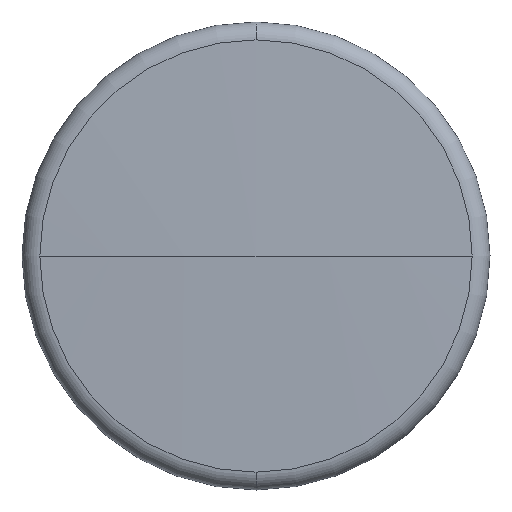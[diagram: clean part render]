
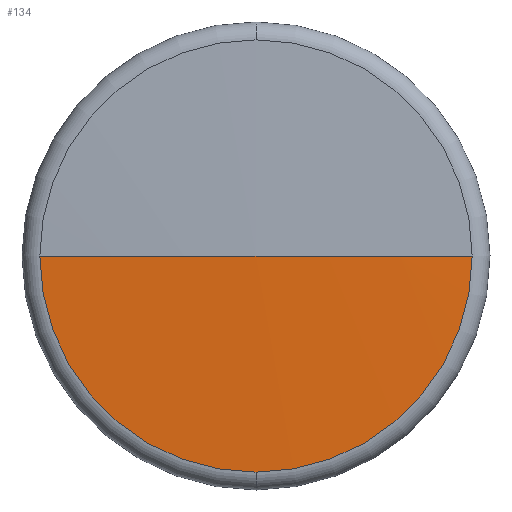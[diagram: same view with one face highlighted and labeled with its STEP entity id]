
A CAD part, front view. The second image highlights one B-rep face of the part: STEP entity #134.
In plain terms, the highlighted spherical face has radius 492.557 mm.
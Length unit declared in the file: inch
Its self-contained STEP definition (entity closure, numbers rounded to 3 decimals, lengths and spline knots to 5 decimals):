
#27 = VERTEX_POINT ( 'NONE', #351 ) ;
#38 = DIRECTION ( 'NONE',  ( 0., 0., -1. ) ) ;
#41 = CARTESIAN_POINT ( 'NONE',  ( 0., 19.39201, 0. ) ) ;
#49 = CIRCLE ( 'NONE', #409, 0.81344 ) ;
#60 = ORIENTED_EDGE ( 'NONE', *, *, #192, .F. ) ;
#64 = AXIS2_PLACEMENT_3D ( 'NONE', #367, #180, #396 ) ;
#65 = VERTEX_POINT ( 'NONE', #392 ) ;
#80 = DIRECTION ( 'NONE',  ( 1., 0., 0. ) ) ;
#82 = DIRECTION ( 'NONE',  ( 0., 0., -1. ) ) ;
#83 = CARTESIAN_POINT ( 'NONE',  ( 0., 0.01707, 0. ) ) ;
#84 = CIRCLE ( 'NONE', #64, 0.81344 ) ;
#101 = EDGE_CURVE ( 'NONE', #65, #27, #84, .T. ) ;
#109 = CARTESIAN_POINT ( 'NONE',  ( 0., 19.39201, 0. ) ) ;
#112 = DIRECTION ( 'NONE',  ( 1., 0., 0. ) ) ;
#118 = DIRECTION ( 'NONE',  ( 0., 0., 1. ) ) ;
#134 = ADVANCED_FACE ( 'NONE', ( #289 ), #330, .T. ) ;
#149 = VERTEX_POINT ( 'NONE', #368 ) ;
#150 = ORIENTED_EDGE ( 'NONE', *, *, #235, .F. ) ;
#180 = DIRECTION ( 'NONE',  ( 0., 1., 0. ) ) ;
#191 = EDGE_LOOP ( 'NONE', ( #60, #227, #150, #265 ) ) ;
#192 = EDGE_CURVE ( 'NONE', #149, #65, #324, .T. ) ;
#212 = EDGE_CURVE ( 'NONE', #149, #358, #242, .T. ) ;
#227 = ORIENTED_EDGE ( 'NONE', *, *, #212, .T. ) ;
#235 = EDGE_CURVE ( 'NONE', #27, #358, #49, .T. ) ;
#242 = CIRCLE ( 'NONE', #328, 19.39201 ) ;
#247 = AXIS2_PLACEMENT_3D ( 'NONE', #109, #38, #112 ) ;
#265 = ORIENTED_EDGE ( 'NONE', *, *, #101, .F. ) ;
#279 = DIRECTION ( 'NONE',  ( 0., 0., 1. ) ) ;
#280 = CARTESIAN_POINT ( 'NONE',  ( 0., 19.39201, 0. ) ) ;
#289 = FACE_OUTER_BOUND ( 'NONE', #191, .T. ) ;
#295 = CARTESIAN_POINT ( 'NONE',  ( -0.81344, 0.01707, 0. ) ) ;
#310 = AXIS2_PLACEMENT_3D ( 'NONE', #41, #279, #80 ) ;
#312 = DIRECTION ( 'NONE',  ( -1., 0., 0. ) ) ;
#313 = DIRECTION ( 'NONE',  ( 0., 1., 0. ) ) ;
#324 = CIRCLE ( 'NONE', #310, 19.39201 ) ;
#328 = AXIS2_PLACEMENT_3D ( 'NONE', #280, #82, #312 ) ;
#330 = SPHERICAL_SURFACE ( 'NONE', #247, 19.39201 ) ;
#351 = CARTESIAN_POINT ( 'NONE',  ( 0., 0.01707, -0.81344 ) ) ;
#358 = VERTEX_POINT ( 'NONE', #295 ) ;
#367 = CARTESIAN_POINT ( 'NONE',  ( 0., 0.01707, 0. ) ) ;
#368 = CARTESIAN_POINT ( 'NONE',  ( 0., 0., 0. ) ) ;
#392 = CARTESIAN_POINT ( 'NONE',  ( 0.81344, 0.01707, 0. ) ) ;
#396 = DIRECTION ( 'NONE',  ( 0., 0., 1. ) ) ;
#409 = AXIS2_PLACEMENT_3D ( 'NONE', #83, #313, #118 ) ;
